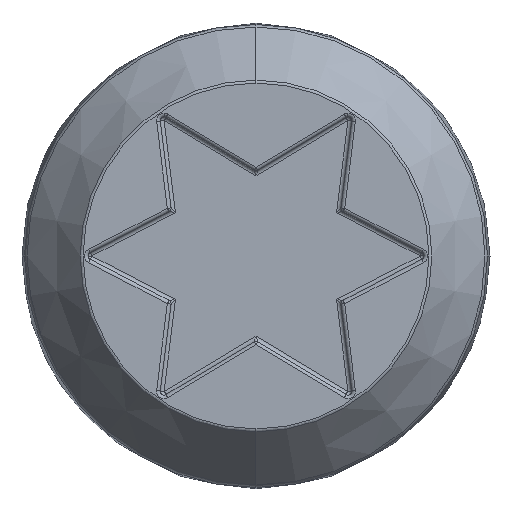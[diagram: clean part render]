
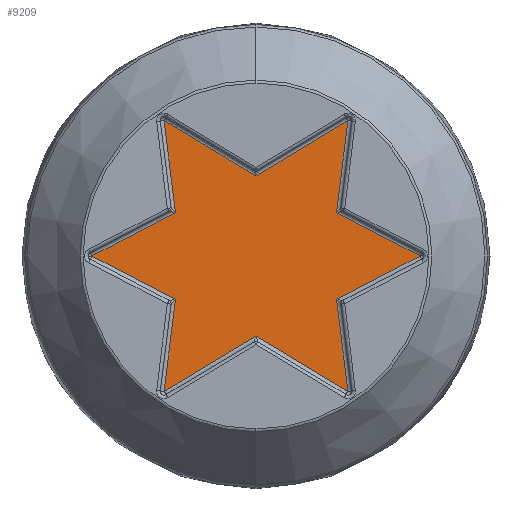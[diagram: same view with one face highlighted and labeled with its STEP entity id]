
A CAD part, left-side view. The second image highlights one B-rep face of the part: STEP entity #9209.
In plain terms, the highlighted planar face has unit normal (-1, 0, 0).
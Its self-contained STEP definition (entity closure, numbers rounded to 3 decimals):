
#36 = VERTEX_POINT ( 'NONE', #10949 ) ;
#139 = DIRECTION ( 'NONE',  ( 0., -0.122, -0.992 ) ) ;
#336 = ORIENTED_EDGE ( 'NONE', *, *, #1607, .T. ) ;
#523 = ORIENTED_EDGE ( 'NONE', *, *, #6720, .T. ) ;
#580 = CARTESIAN_POINT ( 'NONE',  ( -11.9, 1.4, 2.691 ) ) ;
#768 = VERTEX_POINT ( 'NONE', #7236 ) ;
#881 = ORIENTED_EDGE ( 'NONE', *, *, #2737, .T. ) ;
#982 = CARTESIAN_POINT ( 'NONE',  ( -11.9, -3.23, 1.74 ) ) ;
#993 = CARTESIAN_POINT ( 'NONE',  ( -11.9, 3.684, -5.425 ) ) ;
#1065 = VERTEX_POINT ( 'NONE', #3709 ) ;
#1091 = ORIENTED_EDGE ( 'NONE', *, *, #6180, .T. ) ;
#1278 = FACE_OUTER_BOUND ( 'NONE', #1661, .T. ) ;
#1607 = EDGE_CURVE ( 'NONE', #8428, #5425, #12555, .T. ) ;
#1661 = EDGE_LOOP ( 'NONE', ( #6768, #8310, #3555, #2506, #4285, #4318, #523, #2633, #1091, #881, #336, #8124 ) ) ;
#1670 = LINE ( 'NONE', #4609, #4349 ) ;
#1701 = DIRECTION ( 'NONE',  ( 0., 0.122, 0.992 ) ) ;
#1735 = CARTESIAN_POINT ( 'NONE',  ( -11.9, -1.418, -2.363 ) ) ;
#1892 = CARTESIAN_POINT ( 'NONE',  ( -11.9, -3.242, -1.843 ) ) ;
#2129 = CARTESIAN_POINT ( 'NONE',  ( -11.9, -2.97, -0.366 ) ) ;
#2446 = EDGE_CURVE ( 'NONE', #7593, #768, #10864, .T. ) ;
#2506 = ORIENTED_EDGE ( 'NONE', *, *, #6435, .T. ) ;
#2567 = VERTEX_POINT ( 'NONE', #10409 ) ;
#2580 = CARTESIAN_POINT ( 'NONE',  ( -11.9, -6.575, 0. ) ) ;
#2628 = LINE ( 'NONE', #580, #9996 ) ;
#2633 = ORIENTED_EDGE ( 'NONE', *, *, #8531, .T. ) ;
#2645 = CARTESIAN_POINT ( 'NONE',  ( -11.9, 0., -3.214 ) ) ;
#2737 = EDGE_CURVE ( 'NONE', #3326, #8428, #3769, .T. ) ;
#3081 = CARTESIAN_POINT ( 'NONE',  ( -11.9, -3.684, -5.425 ) ) ;
#3281 = EDGE_CURVE ( 'NONE', #768, #3454, #3719, .T. ) ;
#3325 = PLANE ( 'NONE',  #7243 ) ;
#3326 = VERTEX_POINT ( 'NONE', #2645 ) ;
#3454 = VERTEX_POINT ( 'NONE', #11831 ) ;
#3555 = ORIENTED_EDGE ( 'NONE', *, *, #3281, .T. ) ;
#3639 = LINE ( 'NONE', #4466, #9390 ) ;
#3709 = CARTESIAN_POINT ( 'NONE',  ( -11.9, 3.23, -1.74 ) ) ;
#3719 = LINE ( 'NONE', #11570, #5096 ) ;
#3769 = LINE ( 'NONE', #7735, #10591 ) ;
#3781 = CARTESIAN_POINT ( 'NONE',  ( -11.9, -3.23, -1.74 ) ) ;
#4011 = VECTOR ( 'NONE', #1701, 1000. ) ;
#4059 = EDGE_CURVE ( 'NONE', #36, #2567, #5832, .T. ) ;
#4221 = DIRECTION ( 'NONE',  ( 0., -0.122, 0.992 ) ) ;
#4285 = ORIENTED_EDGE ( 'NONE', *, *, #4059, .T. ) ;
#4318 = ORIENTED_EDGE ( 'NONE', *, *, #11520, .T. ) ;
#4349 = VECTOR ( 'NONE', #8512, 1000. ) ;
#4466 = CARTESIAN_POINT ( 'NONE',  ( -11.9, -1.4, -2.691 ) ) ;
#4533 = DIRECTION ( 'NONE',  ( 0., 0.887, -0.461 ) ) ;
#4600 = DIRECTION ( 'NONE',  ( 0., -0.887, -0.461 ) ) ;
#4609 = CARTESIAN_POINT ( 'NONE',  ( -11.9, -3.322, 1.692 ) ) ;
#4973 = DIRECTION ( 'NONE',  ( 0., 0.857, 0.515 ) ) ;
#5096 = VECTOR ( 'NONE', #9588, 1000. ) ;
#5171 = DIRECTION ( 'NONE',  ( 0., 0.122, -0.992 ) ) ;
#5343 = VECTOR ( 'NONE', #139, 1000. ) ;
#5425 = VERTEX_POINT ( 'NONE', #3781 ) ;
#5433 = LINE ( 'NONE', #11174, #9869 ) ;
#5832 = LINE ( 'NONE', #12595, #5343 ) ;
#6180 = EDGE_CURVE ( 'NONE', #10917, #3326, #9401, .T. ) ;
#6242 = EDGE_CURVE ( 'NONE', #6650, #7593, #1670, .T. ) ;
#6435 = EDGE_CURVE ( 'NONE', #3454, #36, #8103, .T. ) ;
#6650 = VERTEX_POINT ( 'NONE', #2580 ) ;
#6720 = EDGE_CURVE ( 'NONE', #7898, #1065, #5433, .T. ) ;
#6768 = ORIENTED_EDGE ( 'NONE', *, *, #6242, .T. ) ;
#7236 = CARTESIAN_POINT ( 'NONE',  ( -11.9, -3.684, 5.425 ) ) ;
#7243 = AXIS2_PLACEMENT_3D ( 'NONE', #9073, #11104, #11820 ) ;
#7593 = VERTEX_POINT ( 'NONE', #982 ) ;
#7653 = VECTOR ( 'NONE', #5171, 1000. ) ;
#7735 = CARTESIAN_POINT ( 'NONE',  ( -11.9, -3.948, -5.583 ) ) ;
#7898 = VERTEX_POINT ( 'NONE', #11598 ) ;
#7991 = LINE ( 'NONE', #11880, #7653 ) ;
#8103 = LINE ( 'NONE', #10011, #8856 ) ;
#8124 = ORIENTED_EDGE ( 'NONE', *, *, #11590, .T. ) ;
#8310 = ORIENTED_EDGE ( 'NONE', *, *, #2446, .T. ) ;
#8428 = VERTEX_POINT ( 'NONE', #3081 ) ;
#8512 = DIRECTION ( 'NONE',  ( 0., 0.887, 0.461 ) ) ;
#8531 = EDGE_CURVE ( 'NONE', #1065, #10917, #7991, .T. ) ;
#8856 = VECTOR ( 'NONE', #4973, 1000. ) ;
#9073 = CARTESIAN_POINT ( 'NONE',  ( -11.9, 0., 0. ) ) ;
#9209 = ADVANCED_FACE ( 'NONE', ( #1278 ), #3325, .T. ) ;
#9390 = VECTOR ( 'NONE', #10463, 1000. ) ;
#9401 = LINE ( 'NONE', #1735, #9861 ) ;
#9588 = DIRECTION ( 'NONE',  ( 0., 0.857, -0.515 ) ) ;
#9861 = VECTOR ( 'NONE', #11185, 1000. ) ;
#9869 = VECTOR ( 'NONE', #4600, 1000. ) ;
#9996 = VECTOR ( 'NONE', #4533, 1000. ) ;
#10011 = CARTESIAN_POINT ( 'NONE',  ( -11.9, 3.948, 5.583 ) ) ;
#10409 = CARTESIAN_POINT ( 'NONE',  ( -11.9, 3.23, 1.74 ) ) ;
#10463 = DIRECTION ( 'NONE',  ( 0., -0.887, 0.461 ) ) ;
#10591 = VECTOR ( 'NONE', #11751, 1000. ) ;
#10864 = LINE ( 'NONE', #2129, #11413 ) ;
#10917 = VERTEX_POINT ( 'NONE', #993 ) ;
#10949 = CARTESIAN_POINT ( 'NONE',  ( -11.9, 3.684, 5.425 ) ) ;
#11104 = DIRECTION ( 'NONE',  ( -1., 0., 0. ) ) ;
#11174 = CARTESIAN_POINT ( 'NONE',  ( -11.9, 3.322, -1.692 ) ) ;
#11185 = DIRECTION ( 'NONE',  ( 0., -0.857, 0.515 ) ) ;
#11413 = VECTOR ( 'NONE', #4221, 1000. ) ;
#11520 = EDGE_CURVE ( 'NONE', #2567, #7898, #2628, .T. ) ;
#11570 = CARTESIAN_POINT ( 'NONE',  ( -11.9, 1.418, 2.363 ) ) ;
#11590 = EDGE_CURVE ( 'NONE', #5425, #6650, #3639, .T. ) ;
#11598 = CARTESIAN_POINT ( 'NONE',  ( -11.9, 6.575, 0. ) ) ;
#11751 = DIRECTION ( 'NONE',  ( 0., -0.857, -0.515 ) ) ;
#11820 = DIRECTION ( 'NONE',  ( 0., 0., 1. ) ) ;
#11831 = CARTESIAN_POINT ( 'NONE',  ( -11.9, 0., 3.214 ) ) ;
#11880 = CARTESIAN_POINT ( 'NONE',  ( -11.9, 2.97, 0.366 ) ) ;
#12555 = LINE ( 'NONE', #1892, #4011 ) ;
#12595 = CARTESIAN_POINT ( 'NONE',  ( -11.9, 3.242, 1.843 ) ) ;
